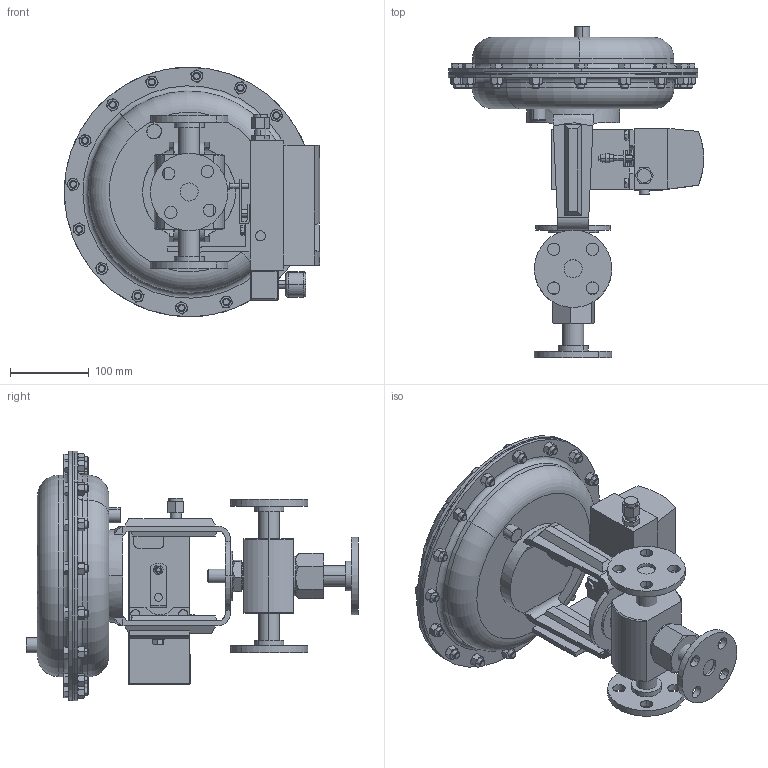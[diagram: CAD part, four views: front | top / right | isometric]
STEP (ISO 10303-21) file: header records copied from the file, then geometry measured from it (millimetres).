
FILE_DESCRIPTION (( 'STEP AP203' ), '1' );
FILE_NAME ('8000TSP-075-BR+CB+SB-R5-55M-16IQ.step', '2017-09-20T12:14:48', ( '' ), ( '' ), 'SwSTEP 2.0', 'SolidWorks 2014', '' );
FILE_SCHEMA (( 'CONFIG_CONTROL_DESIGN' ));
Length unit declared in the file: inch
Products named in the file (1): 8000TSP-075-BR+CB+SB-R5-55M-16IQ
Bounding box: 324.8 x 422.17 x 317.42 mm (x, y, z)
Volume: 6827582.2 mm3; surface area: 928988.8 mm2
Topology: 56 solids, 56 shells, 1110 faces, 2414 edges, 1462 vertices
Faces by surface type: plane 482, cone 396, cylinder 196, torus 30, bspline 4, sphere 2
Entity records: 32652 total; most frequent: CARTESIAN_POINT 9197, ORIENTED_EDGE 4820, DIRECTION 4761, EDGE_CURVE 2410, AXIS2_PLACEMENT_3D 1942, VERTEX_POINT 1462, EDGE_LOOP 1196, ADVANCED_FACE 1110
